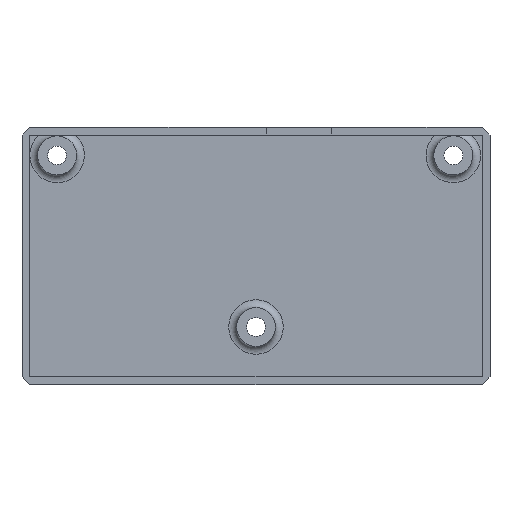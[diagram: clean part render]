
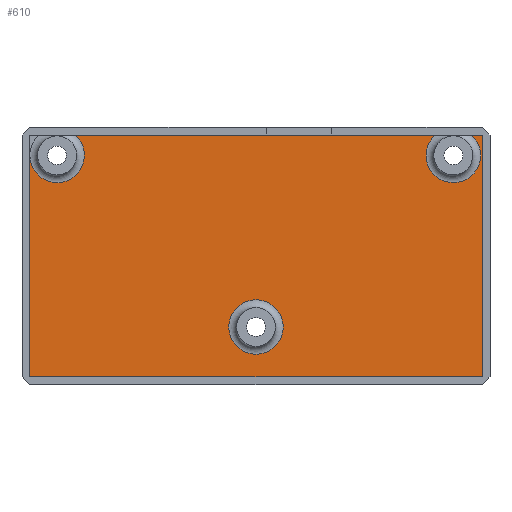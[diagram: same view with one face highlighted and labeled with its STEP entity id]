
A CAD part, top view. The second image highlights one B-rep face of the part: STEP entity #610.
In plain terms, the highlighted planar face has unit normal (0, 0, 1).
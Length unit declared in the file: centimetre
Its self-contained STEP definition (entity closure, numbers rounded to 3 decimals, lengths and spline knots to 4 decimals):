
#55=CIRCLE('',#659,0.35);
#56=CIRCLE('',#661,0.35);
#57=CIRCLE('',#662,0.35);
#103=VERTEX_POINT('',#940);
#104=VERTEX_POINT('',#941);
#105=VERTEX_POINT('',#1002);
#106=VERTEX_POINT('',#1004);
#107=VERTEX_POINT('',#1006);
#108=VERTEX_POINT('',#1008);
#109=VERTEX_POINT('',#1010);
#110=VERTEX_POINT('',#1012);
#165=VECTOR('',#784,1.);
#166=VECTOR('',#787,1.);
#167=VECTOR('',#788,1.);
#168=VECTOR('',#789,1.);
#223=LINE('',#1003,#165);
#224=LINE('',#1007,#166);
#225=LINE('',#1009,#167);
#226=LINE('',#1011,#168);
#293=EDGE_CURVE('',#103,#104,#55,.T.);
#295=EDGE_CURVE('',#105,#105,#56,.T.);
#296=EDGE_CURVE('',#103,#106,#223,.T.);
#297=EDGE_CURVE('',#107,#106,#57,.T.);
#298=EDGE_CURVE('',#107,#108,#224,.T.);
#299=EDGE_CURVE('',#108,#109,#225,.T.);
#300=EDGE_CURVE('',#109,#110,#226,.T.);
#301=EDGE_CURVE('',#110,#104,#223,.T.);
#418=ORIENTED_EDGE('',*,*,#295,.F.);
#419=ORIENTED_EDGE('',*,*,#293,.F.);
#420=ORIENTED_EDGE('',*,*,#296,.T.);
#421=ORIENTED_EDGE('',*,*,#297,.F.);
#422=ORIENTED_EDGE('',*,*,#298,.T.);
#423=ORIENTED_EDGE('',*,*,#299,.T.);
#424=ORIENTED_EDGE('',*,*,#300,.T.);
#425=ORIENTED_EDGE('',*,*,#301,.T.);
#510=EDGE_LOOP('',(#418));
#511=EDGE_LOOP('',(#419,#420,#421,#422,#423,#424,#425));
#565=FACE_BOUND('',#510,.T.);
#566=FACE_BOUND('',#511,.T.);
#610=ADVANCED_FACE('',(#565,#566),#1109,.T.);
#659=AXIS2_PLACEMENT_3D('',#939,#779,#780);
#660=AXIS2_PLACEMENT_3D('',#1000,#781,$);
#661=AXIS2_PLACEMENT_3D('',#1001,#782,#783);
#662=AXIS2_PLACEMENT_3D('',#1005,#785,#786);
#779=DIRECTION('',(0.,0.,1.));
#780=DIRECTION('',(-0.35,0.,0.));
#781=DIRECTION('',(0.,0.,1.));
#782=DIRECTION('',(0.,0.,1.));
#783=DIRECTION('',(-0.35,0.,0.));
#784=DIRECTION('',(-1.,0.,0.));
#785=DIRECTION('',(0.,0.,1.));
#786=DIRECTION('',(-0.35,0.,0.));
#787=DIRECTION('',(0.,-1.,0.));
#788=DIRECTION('',(1.,0.,0.));
#789=DIRECTION('',(0.,1.,0.));
#939=CARTESIAN_POINT('',(2.53,1.29,0.1));
#940=CARTESIAN_POINT('',(2.2957,1.55,0.1));
#941=CARTESIAN_POINT('',(2.7643,1.55,0.1));
#1000=CARTESIAN_POINT('',(0.,0.,0.1));
#1001=CARTESIAN_POINT('',(0.,-0.91,0.1));
#1002=CARTESIAN_POINT('',(0.35,-0.91,0.1));
#1003=CARTESIAN_POINT('',(0.,1.55,0.1));
#1004=CARTESIAN_POINT('',(-2.3157,1.55,0.1));
#1005=CARTESIAN_POINT('',(-2.55,1.29,0.1));
#1006=CARTESIAN_POINT('',(-2.9,1.29,0.1));
#1007=CARTESIAN_POINT('',(-2.9,0.,0.1));
#1008=CARTESIAN_POINT('',(-2.9,-1.55,0.1));
#1009=CARTESIAN_POINT('',(0.,-1.55,0.1));
#1010=CARTESIAN_POINT('',(2.9,-1.55,0.1));
#1011=CARTESIAN_POINT('',(2.9,0.,0.1));
#1012=CARTESIAN_POINT('',(2.9,1.55,0.1));
#1109=PLANE('',#660);
